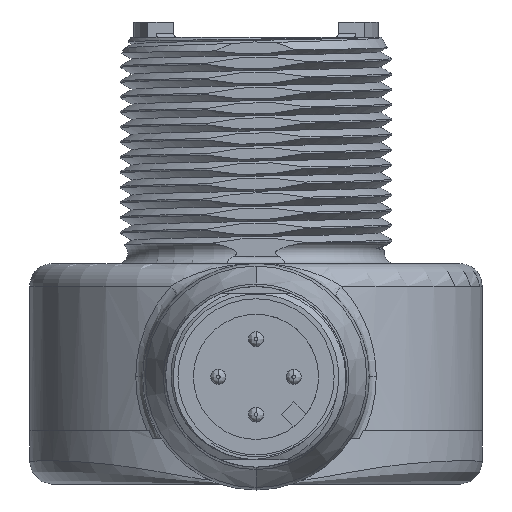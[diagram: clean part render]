
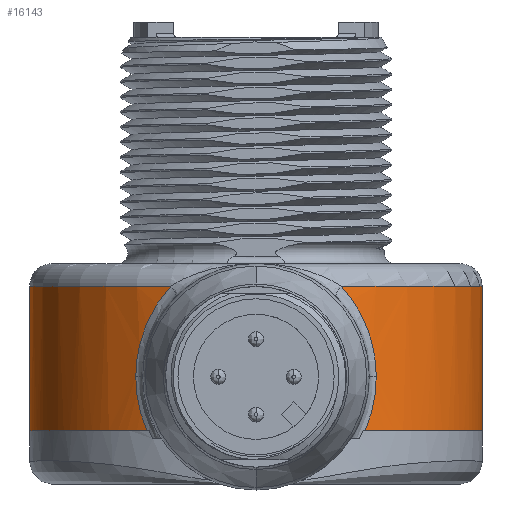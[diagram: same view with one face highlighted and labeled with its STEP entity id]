
A CAD part, front view. The second image highlights one B-rep face of the part: STEP entity #16143.
In plain terms, the highlighted cylindrical face has radius 15 mm (diameter 30 mm), a partial arc.
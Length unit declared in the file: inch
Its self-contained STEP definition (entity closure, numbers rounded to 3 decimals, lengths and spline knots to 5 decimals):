
#498=CARTESIAN_POINT('',(0.,0.,-0.43575));
#499=DIRECTION('',(0.,0.,1.));
#500=DIRECTION('',(0.482,-0.876,0.));
#501=AXIS2_PLACEMENT_3D('',#498,#499,#500);
#503=CARTESIAN_POINT('',(0.28475,-0.51737,
-0.43575));
#504=CARTESIAN_POINT('',(0.28697,-0.51614,
-0.43062));
#505=CARTESIAN_POINT('',(0.29115,-0.51381,
-0.42032));
#506=CARTESIAN_POINT('',(0.29661,-0.51067,
-0.40472));
#507=CARTESIAN_POINT('',(0.3013,-0.50792,
-0.38903));
#508=CARTESIAN_POINT('',(0.30521,-0.50558,
-0.37331));
#509=CARTESIAN_POINT('',(0.30836,-0.50365,
-0.3576));
#510=CARTESIAN_POINT('',(0.31079,-0.50216,
-0.34192));
#511=CARTESIAN_POINT('',(0.31249,-0.5011,
-0.32629));
#512=CARTESIAN_POINT('',(0.3135,-0.50047,
-0.31073));
#513=CARTESIAN_POINT('',(0.31373,-0.50032,
-0.30042));
#514=CARTESIAN_POINT('',(0.31373,-0.50032,
-0.29528));
#516=CARTESIAN_POINT('',(0.31373,-0.50032,
-0.29528));
#517=CARTESIAN_POINT('',(0.31373,-0.50032,
-0.28989));
#518=CARTESIAN_POINT('',(0.31348,-0.50048,
-0.27909));
#519=CARTESIAN_POINT('',(0.31237,-0.50118,
-0.26275));
#520=CARTESIAN_POINT('',(0.31049,-0.50235,
-0.24631));
#521=CARTESIAN_POINT('',(0.3078,-0.504,
-0.22982));
#522=CARTESIAN_POINT('',(0.30431,-0.50612,
-0.2133));
#523=CARTESIAN_POINT('',(0.29998,-0.5087,
-0.19679));
#524=CARTESIAN_POINT('',(0.29479,-0.51172,
-0.18033));
#525=CARTESIAN_POINT('',(0.28873,-0.51517,
-0.16398));
#526=CARTESIAN_POINT('',(0.28178,-0.51901,
-0.14779));
#527=CARTESIAN_POINT('',(0.27394,-0.5232,
-0.13182));
#528=CARTESIAN_POINT('',(0.26521,-0.52768,
-0.11619));
#529=CARTESIAN_POINT('',(0.25564,-0.53239,
-0.10099));
#530=CARTESIAN_POINT('',(0.24526,-0.53726,
-0.08633));
#531=CARTESIAN_POINT('',(0.23413,-0.54221,
-0.07227));
#532=CARTESIAN_POINT('',(0.22627,-0.5455,
-0.06339));
#533=CARTESIAN_POINT('',(0.22222,-0.54714,
-0.05906));
#535=CARTESIAN_POINT('',(0.,0.,-0.05906));
#536=DIRECTION('',(0.,0.,-1.));
#537=DIRECTION('',(-1.,0.,0.));
#538=AXIS2_PLACEMENT_3D('',#535,#536,#537);
#540=CARTESIAN_POINT('',(0.,0.,-0.05906));
#541=DIRECTION('',(0.,0.,-1.));
#542=DIRECTION('',(-0.376,-0.926,0.));
#543=AXIS2_PLACEMENT_3D('',#540,#541,#542);
#545=CARTESIAN_POINT('',(-0.22222,-0.54714,
-0.05905));
#546=CARTESIAN_POINT('',(-0.22627,-0.5455,
-0.06338));
#547=CARTESIAN_POINT('',(-0.23413,-0.54221,
-0.07227));
#548=CARTESIAN_POINT('',(-0.24526,-0.53726,
-0.08632));
#549=CARTESIAN_POINT('',(-0.25563,-0.53239,
-0.10099));
#550=CARTESIAN_POINT('',(-0.26521,-0.52768,
-0.11618));
#551=CARTESIAN_POINT('',(-0.27393,-0.5232,
-0.13181));
#552=CARTESIAN_POINT('',(-0.28178,-0.51901,
-0.14777));
#553=CARTESIAN_POINT('',(-0.28873,-0.51518,
-0.16396));
#554=CARTESIAN_POINT('',(-0.29479,-0.51173,
-0.18031));
#555=CARTESIAN_POINT('',(-0.29998,-0.5087,
-0.19677));
#556=CARTESIAN_POINT('',(-0.30431,-0.50612,
-0.21328));
#557=CARTESIAN_POINT('',(-0.3078,-0.504,
-0.22981));
#558=CARTESIAN_POINT('',(-0.31048,-0.50235,
-0.2463));
#559=CARTESIAN_POINT('',(-0.31237,-0.50118,
-0.26274));
#560=CARTESIAN_POINT('',(-0.31348,-0.50048,
-0.27909));
#561=CARTESIAN_POINT('',(-0.31373,-0.50032,
-0.28989));
#562=CARTESIAN_POINT('',(-0.31373,-0.50032,
-0.29528));
#564=CARTESIAN_POINT('',(-0.31373,-0.50032,
-0.29528));
#565=CARTESIAN_POINT('',(-0.31373,-0.50032,
-0.30042));
#566=CARTESIAN_POINT('',(-0.3135,-0.50047,
-0.31073));
#567=CARTESIAN_POINT('',(-0.31249,-0.5011,
-0.3263));
#568=CARTESIAN_POINT('',(-0.31078,-0.50216,
-0.34194));
#569=CARTESIAN_POINT('',(-0.30836,-0.50366,
-0.35763));
#570=CARTESIAN_POINT('',(-0.3052,-0.50558,
-0.37334));
#571=CARTESIAN_POINT('',(-0.30129,-0.50792,
-0.38906));
#572=CARTESIAN_POINT('',(-0.29661,-0.51067,
-0.40474));
#573=CARTESIAN_POINT('',(-0.29114,-0.51381,
-0.42033));
#574=CARTESIAN_POINT('',(-0.28697,-0.51614,
-0.43062));
#575=CARTESIAN_POINT('',(-0.28475,-0.51737,
-0.43575));
#4920=CARTESIAN_POINT('',(0.22222,-0.54714,
-0.05906));
#14177=CARTESIAN_POINT('',(-0.59055,0.,
-0.05906));
#14179=VERTEX_POINT('',#14177);
#14343=VERTEX_POINT('',#4920);
#14346=VERTEX_POINT('',#516);
#14351=VERTEX_POINT('',#545);
#14352=VERTEX_POINT('',#562);
#15258=CARTESIAN_POINT('',(0.28475,-0.51737,
-0.43575));
#15259=CARTESIAN_POINT('',(-0.28475,-0.51737,
-0.43575));
#15260=VERTEX_POINT('',#15258);
#15261=VERTEX_POINT('',#15259);
#16124=CARTESIAN_POINT('',(0.,0.,-0.64961));
#16125=DIRECTION('',(0.,0.,1.));
#16126=DIRECTION('',(1.,0.,0.));
#16127=AXIS2_PLACEMENT_3D('',#16124,#16125,#16126);
#16128=CYLINDRICAL_SURFACE('',#16127,0.59055);
#16129=ORIENTED_EDGE('',*,*,#16113,.F.);
#16131=ORIENTED_EDGE('',*,*,#16130,.T.);
#16133=ORIENTED_EDGE('',*,*,#16132,.T.);
#16135=ORIENTED_EDGE('',*,*,#16134,.F.);
#16137=ORIENTED_EDGE('',*,*,#16136,.F.);
#16139=ORIENTED_EDGE('',*,*,#16138,.T.);
#16140=ORIENTED_EDGE('',*,*,#16098,.T.);
#16141=EDGE_LOOP('',(#16129,#16131,#16133,#16135,#16137,#16139,#16140));
#16142=FACE_OUTER_BOUND('',#16141,.F.);
#16143=ADVANCED_FACE('',(#16142),#16128,.T.);
#502=CIRCLE('',#501,0.59055);
#515=B_SPLINE_CURVE_WITH_KNOTS('',3,(#503,#504,#505,#506,#507,#508,#509,#510,
#511,#512,#513,#514),.UNSPECIFIED.,.F.,.F.,(4,1,1,1,1,1,1,1,1,4),(0.,
0.11111,0.22222,0.33333,0.44444,
0.55556,0.66667,0.77778,0.88889,1.),
.UNSPECIFIED.);
#534=B_SPLINE_CURVE_WITH_KNOTS('',3,(#516,#517,#518,#519,#520,#521,#522,#523,
#524,#525,#526,#527,#528,#529,#530,#531,#532,#533),.UNSPECIFIED.,.F.,.F.,(4,1,1,
1,1,1,1,1,1,1,1,1,1,1,1,4),(0.,0.06667,0.13333,0.2,
0.26667,0.33333,0.4,0.46667,0.53333,
0.6,0.66667,0.73333,0.8,0.86667,
0.93333,1.),.UNSPECIFIED.);
#539=CIRCLE('',#538,0.59055);
#544=CIRCLE('',#543,0.59055);
#563=B_SPLINE_CURVE_WITH_KNOTS('',3,(#545,#546,#547,#548,#549,#550,#551,#552,
#553,#554,#555,#556,#557,#558,#559,#560,#561,#562),.UNSPECIFIED.,.F.,.F.,(4,1,1,
1,1,1,1,1,1,1,1,1,1,1,1,4),(0.,0.06667,0.13333,0.2,
0.26667,0.33333,0.4,0.46667,0.53333,
0.6,0.66667,0.73333,0.8,0.86667,
0.93333,1.),.UNSPECIFIED.);
#576=B_SPLINE_CURVE_WITH_KNOTS('',3,(#564,#565,#566,#567,#568,#569,#570,#571,
#572,#573,#574,#575),.UNSPECIFIED.,.F.,.F.,(4,1,1,1,1,1,1,1,1,4),(0.,
0.11111,0.22222,0.33333,0.44444,
0.55556,0.66667,0.77778,0.88889,1.),
.UNSPECIFIED.);
#16098=EDGE_CURVE('',#14352,#15261,#576,.T.);
#16113=EDGE_CURVE('',#15260,#15261,#502,.T.);
#16130=EDGE_CURVE('',#15260,#14346,#515,.T.);
#16132=EDGE_CURVE('',#14346,#14343,#534,.T.);
#16134=EDGE_CURVE('',#14179,#14343,#539,.T.);
#16136=EDGE_CURVE('',#14351,#14179,#544,.T.);
#16138=EDGE_CURVE('',#14351,#14352,#563,.T.);
